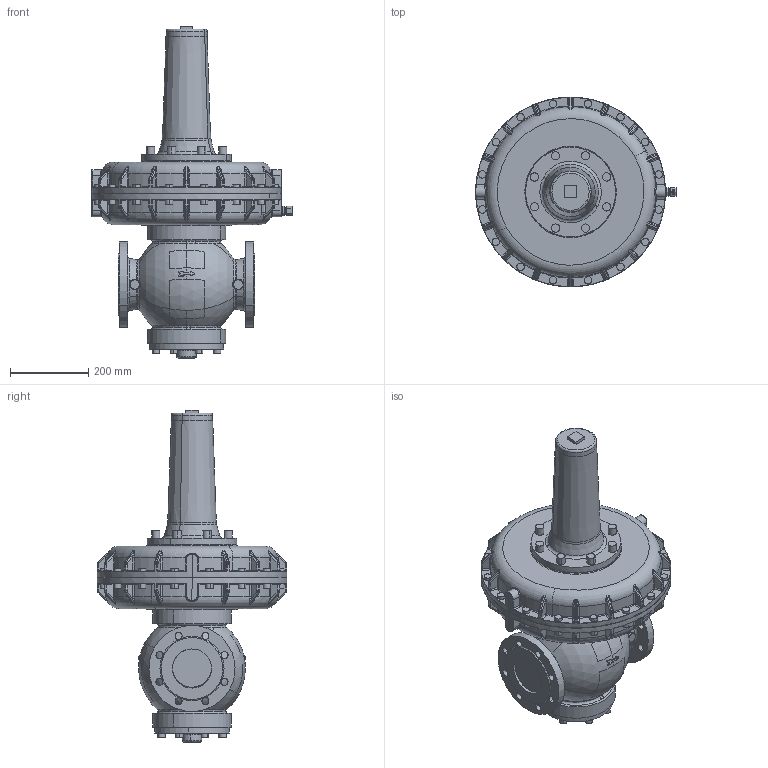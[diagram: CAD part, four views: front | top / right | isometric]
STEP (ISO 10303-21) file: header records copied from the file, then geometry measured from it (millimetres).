
FILE_DESCRIPTION(('CATIA V5 STEP'),'2;1');
FILE_NAME('R 101 DN 100-485.stp','2011-01-25T08:24:17+00:00',('none'),('none'),'CATIA Version 5 Release 19 SP 8 (IN-10)','CATIA V5 STEP AP214','none');
FILE_SCHEMA(('AUTOMOTIVE_DESIGN { 1 0 10303 214 1 1 1 1 }'));
Products named in the file (1): R 101 DN 100-485
Bounding box: 512.8 x 485 x 849 mm (x, y, z)
Volume: 44569207.2 mm3; surface area: 1233082.4 mm2
Topology: 1 solids, 20 shells, 1780 faces, 4359 edges, 2524 vertices
Faces by surface type: cylinder 596, bspline 438, torus 384, plane 268, cone 72, sphere 22
Entity records: 91219 total; most frequent: CARTESIAN_POINT 56810, ORIENTED_EDGE 8414, DIRECTION 4513, EDGE_CURVE 4207, AXIS2_PLACEMENT_3D 2554, VERTEX_POINT 2524, EDGE_LOOP 1873, ADVANCED_FACE 1780
